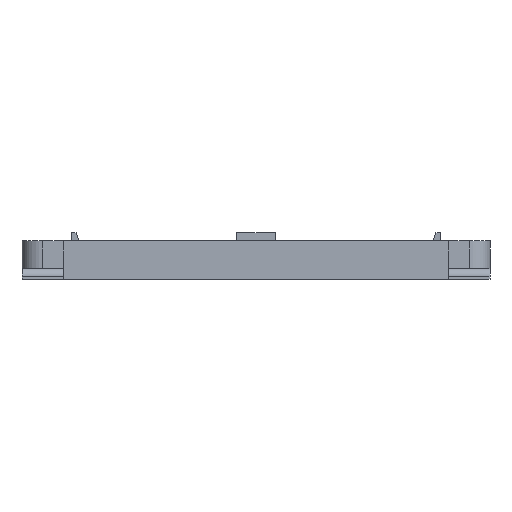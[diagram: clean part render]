
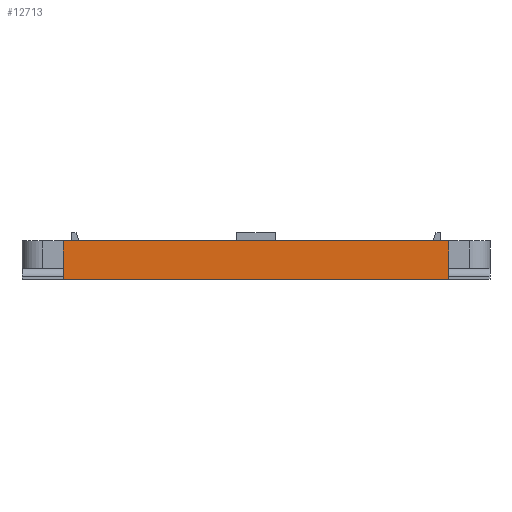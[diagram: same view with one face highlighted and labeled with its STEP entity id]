
A CAD part, front view. The second image highlights one B-rep face of the part: STEP entity #12713.
In plain terms, the highlighted planar face has unit normal (0, -1, 0).
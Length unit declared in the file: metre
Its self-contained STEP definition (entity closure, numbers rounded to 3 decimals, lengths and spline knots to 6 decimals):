
#3235=ORIENTED_EDGE('',*,*,#5167,.T.);
#3236=ORIENTED_EDGE('',*,*,#3593,.T.);
#3237=ORIENTED_EDGE('',*,*,#5168,.F.);
#3238=ORIENTED_EDGE('',*,*,#3578,.F.);
#3578=EDGE_CURVE('',#5322,#5323,#6491,.T.);
#3593=EDGE_CURVE('',#5338,#5337,#6505,.T.);
#5167=EDGE_CURVE('',#5322,#5338,#8073,.T.);
#5168=EDGE_CURVE('',#5323,#5337,#8074,.T.);
#5322=VERTEX_POINT('',#16432);
#5323=VERTEX_POINT('',#16434);
#5337=VERTEX_POINT('',#16463);
#5338=VERTEX_POINT('',#16465);
#6491=LINE('',#16433,#8221);
#6505=LINE('',#16464,#8235);
#8073=LINE('',#19609,#9803);
#8074=LINE('',#19611,#9804);
#8221=VECTOR('',#13451,1.);
#8235=VECTOR('',#13469,1.);
#9803=VECTOR('',#16089,1.);
#9804=VECTOR('',#16092,1.);
#10691=EDGE_LOOP('',(#3235,#3236,#3237,#3238));
#11541=FACE_BOUND('',#10691,.T.);
#12131=PLANE('',#13323);
#12713=ADVANCED_FACE('',(#11541),#12131,.F.);
#13323=AXIS2_PLACEMENT_3D('',#19610,#16090,#16091);
#13451=DIRECTION('',(1.,0.,0.));
#13469=DIRECTION('',(1.,0.,0.));
#16089=DIRECTION('',(0.,0.,-1.));
#16090=DIRECTION('',(0.,1.,0.));
#16091=DIRECTION('',(-1.,0.,0.));
#16092=DIRECTION('',(0.,0.,-1.));
#16432=CARTESIAN_POINT('',(-0.035,-0.06768,0.007));
#16433=CARTESIAN_POINT('',(-0.019725,-0.06768,0.007));
#16434=CARTESIAN_POINT('',(0.035,-0.06768,0.007));
#16463=CARTESIAN_POINT('',(0.035,-0.06768,0.));
#16464=CARTESIAN_POINT('',(-0.019725,-0.06768,0.));
#16465=CARTESIAN_POINT('',(-0.035,-0.06768,0.));
#19609=CARTESIAN_POINT('',(-0.035,-0.06768,0.007));
#19610=CARTESIAN_POINT('',(-0.019725,-0.06768,0.007));
#19611=CARTESIAN_POINT('',(0.035,-0.06768,0.007));
